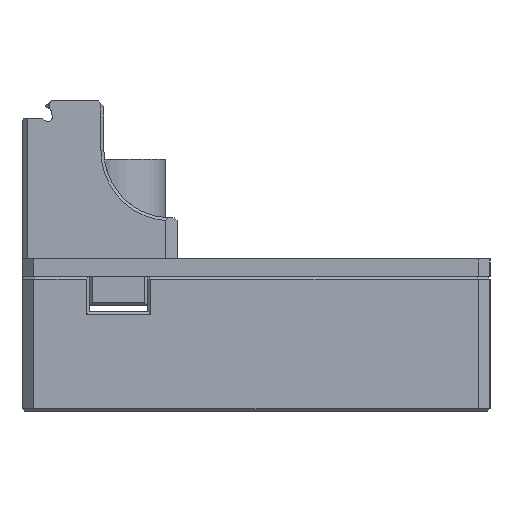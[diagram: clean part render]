
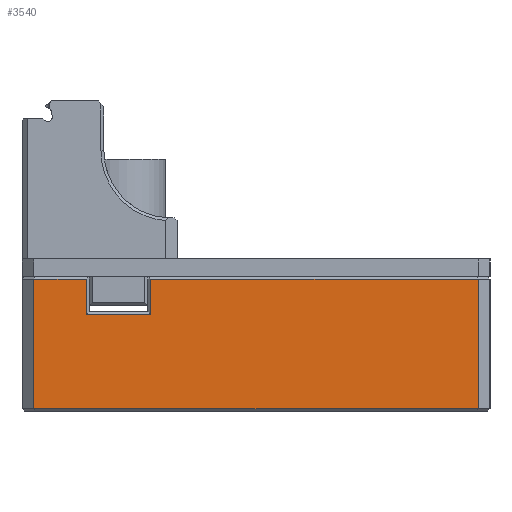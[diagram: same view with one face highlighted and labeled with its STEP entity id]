
A CAD part, left-side view. The second image highlights one B-rep face of the part: STEP entity #3540.
In plain terms, the highlighted planar face has unit normal (-1, 0, 0).
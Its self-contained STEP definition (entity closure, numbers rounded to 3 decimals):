
#3452=CARTESIAN_POINT('',(-62.5,-77.95,-30.5));
#3453=VERTEX_POINT('',#3452);
#3454=CARTESIAN_POINT('',(-62.5,-77.95,-52.6));
#3455=VERTEX_POINT('',#3454);
#3456=CARTESIAN_POINT('',(-62.5,-77.95,-30.5));
#3457=DIRECTION('',(0.0,0.0,-1.0));
#3458=VECTOR('',#3457,1.0);
#3459=LINE('',#3456,#3458);
#3460=EDGE_CURVE('',#3453,#3455,#3459,.T.);
#3478=CARTESIAN_POINT('',(-62.5,1.85,-53.705));
#3479=DIRECTION('',(-1.0,0.0,0.0));
#3480=DIRECTION('',(0.0,-1.0,0.0));
#3481=AXIS2_PLACEMENT_3D('',#3478,#3479,#3480);
#3482=PLANE('',#3481);
#3483=CARTESIAN_POINT('',(-62.5,-10.95,-36.5));
#3484=VERTEX_POINT('',#3483);
#3485=CARTESIAN_POINT('',(-62.5,-10.95,-30.5));
#3486=VERTEX_POINT('',#3485);
#3487=CARTESIAN_POINT('',(-62.5,-10.95,-36.5));
#3488=DIRECTION('',(0.0,0.0,1.0));
#3489=VECTOR('',#3488,1.0);
#3490=LINE('',#3487,#3489);
#3491=EDGE_CURVE('',#3484,#3486,#3490,.T.);
#3492=ORIENTED_EDGE('',*,*,#3491,.T.);
#3493=CARTESIAN_POINT('',(-62.5,-1.95,-30.5));
#3494=VERTEX_POINT('',#3493);
#3495=CARTESIAN_POINT('',(-62.5,-10.95,-30.5));
#3496=DIRECTION('',(0.0,1.0,0.0));
#3497=VECTOR('',#3496,1.0);
#3498=LINE('',#3495,#3497);
#3499=EDGE_CURVE('',#3486,#3494,#3498,.T.);
#3500=ORIENTED_EDGE('',*,*,#3499,.T.);
#3501=CARTESIAN_POINT('',(-62.5,-1.95,-52.6));
#3502=VERTEX_POINT('',#3501);
#3503=CARTESIAN_POINT('',(-62.5,-1.95,-30.5));
#3504=DIRECTION('',(0.0,0.0,-1.0));
#3505=VECTOR('',#3504,1.0);
#3506=LINE('',#3503,#3505);
#3507=EDGE_CURVE('',#3494,#3502,#3506,.T.);
#3508=ORIENTED_EDGE('',*,*,#3507,.T.);
#3509=CARTESIAN_POINT('',(-62.5,-1.95,-52.6));
#3510=DIRECTION('',(0.0,-1.0,0.0));
#3511=VECTOR('',#3510,1.);
#3512=LINE('',#3509,#3511);
#3513=EDGE_CURVE('',#3502,#3455,#3512,.T.);
#3514=ORIENTED_EDGE('',*,*,#3513,.T.);
#3515=ORIENTED_EDGE('',*,*,#3460,.F.);
#3516=CARTESIAN_POINT('',(-62.5,-21.95,-30.5));
#3517=VERTEX_POINT('',#3516);
#3518=CARTESIAN_POINT('',(-62.5,-77.95,-30.5));
#3519=DIRECTION('',(0.0,1.0,0.0));
#3520=VECTOR('',#3519,1.0);
#3521=LINE('',#3518,#3520);
#3522=EDGE_CURVE('',#3453,#3517,#3521,.T.);
#3523=ORIENTED_EDGE('',*,*,#3522,.T.);
#3524=CARTESIAN_POINT('',(-62.5,-21.95,-36.5));
#3525=VERTEX_POINT('',#3524);
#3526=CARTESIAN_POINT('',(-62.5,-21.95,-30.5));
#3527=DIRECTION('',(0.0,0.0,-1.0));
#3528=VECTOR('',#3527,1.0);
#3529=LINE('',#3526,#3528);
#3530=EDGE_CURVE('',#3517,#3525,#3529,.T.);
#3531=ORIENTED_EDGE('',*,*,#3530,.T.);
#3532=CARTESIAN_POINT('',(-62.5,-21.95,-36.5));
#3533=DIRECTION('',(0.0,1.0,0.0));
#3534=VECTOR('',#3533,1.0);
#3535=LINE('',#3532,#3534);
#3536=EDGE_CURVE('',#3525,#3484,#3535,.T.);
#3537=ORIENTED_EDGE('',*,*,#3536,.T.);
#3538=EDGE_LOOP('',(#3492,#3500,#3508,#3514,#3515,#3523,#3531,#3537));
#3539=FACE_OUTER_BOUND('',#3538,.T.);
#3540=ADVANCED_FACE('',(#3539),#3482,.T.);
